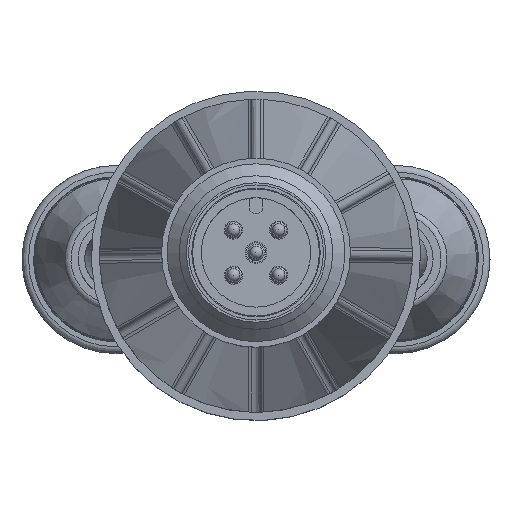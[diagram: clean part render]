
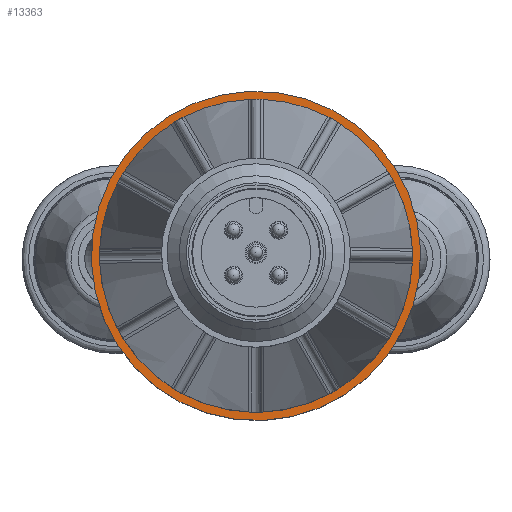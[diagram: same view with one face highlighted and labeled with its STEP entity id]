
A CAD part, top view. The second image highlights one B-rep face of the part: STEP entity #13363.
In plain terms, the highlighted planar face has unit normal (0, 0, 1).
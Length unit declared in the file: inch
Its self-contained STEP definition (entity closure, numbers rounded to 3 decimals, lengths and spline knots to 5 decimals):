
#2525=FACE_BOUND('',#4175,.T.);
#3279=FACE_OUTER_BOUND('',#4174,.T.);
#4174=EDGE_LOOP('',(#11364));
#4175=EDGE_LOOP('',(#11365));
#4582=CIRCLE('',#14185,0.445);
#4776=CIRCLE('',#14807,0.5);
#5492=VERTEX_POINT('',#25286);
#5970=VERTEX_POINT('',#27796);
#7026=EDGE_CURVE('',#5492,#5492,#4582,.T.);
#7782=EDGE_CURVE('',#5970,#5970,#4776,.T.);
#11364=ORIENTED_EDGE('',*,*,#7782,.F.);
#11365=ORIENTED_EDGE('',*,*,#7026,.F.);
#11852=PLANE('',#14806);
#13363=ADVANCED_FACE('',(#3279,#2525),#11852,.T.);
#14185=AXIS2_PLACEMENT_3D('',#25287,#16809,#16810);
#14806=AXIS2_PLACEMENT_3D('',#27795,#18381,#18382);
#14807=AXIS2_PLACEMENT_3D('',#27797,#18383,#18384);
#16809=DIRECTION('center_axis',(0.,0.,
1.));
#16810=DIRECTION('ref_axis',(1.,0.,0.));
#18381=DIRECTION('center_axis',(0.,0.,
1.));
#18382=DIRECTION('ref_axis',(0.954,-0.301,0.));
#18383=DIRECTION('center_axis',(0.,0.,
-1.));
#18384=DIRECTION('ref_axis',(-0.301,-0.954,0.));
#25286=CARTESIAN_POINT('',(0.,-0.445,-5.64727));
#25287=CARTESIAN_POINT('Origin',(0.,0.,
-5.64727));
#27795=CARTESIAN_POINT('Origin',(-0.07513,-0.23844,
-5.64727));
#27796=CARTESIAN_POINT('',(-0.15027,-0.47688,-5.64727));
#27797=CARTESIAN_POINT('Origin',(0.,0.,
-5.64727));
